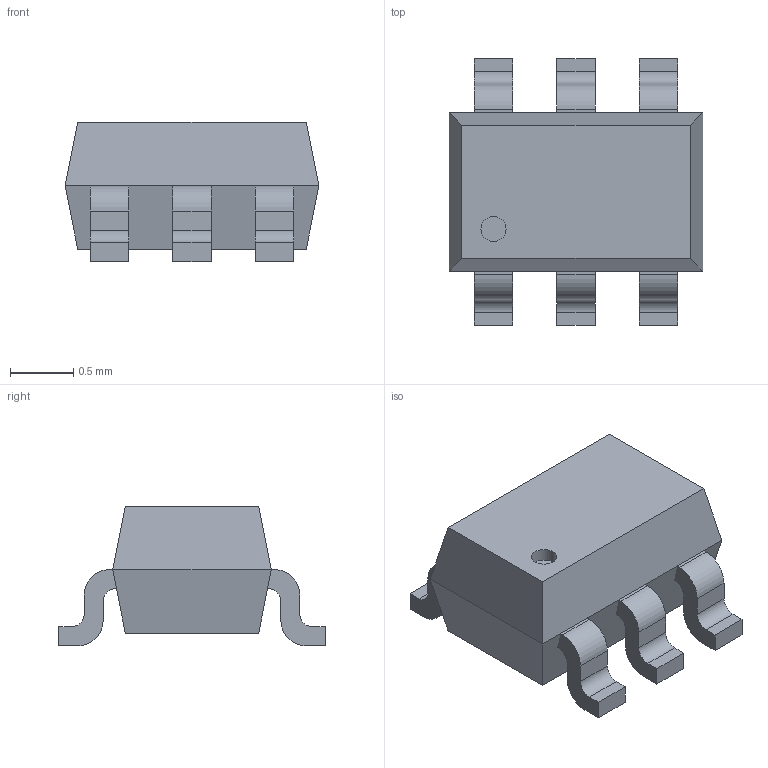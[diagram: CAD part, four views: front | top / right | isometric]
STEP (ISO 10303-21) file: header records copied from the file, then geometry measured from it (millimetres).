
FILE_DESCRIPTION(/* description */ (''),/* implementation_level */ '2;1');
FILE_NAME(/* name */ '5f51a1c16301df147ad9e545',/* time_stamp */ '2020-09-04T02:09:06+00:00',/* author */ (''),/* organization */ (''),/* preprocessor_version */ 'ST-DEVELOPER v16.7',/* originating_system */ $,/* authorisation */ $);
FILE_SCHEMA (('AUTOMOTIVE_DESIGN {1 0 10303 214 3 1 1}'));
Length unit declared in the file: metre
Products named in the file (7): Pin2; Pin4; Pin6; Pin1; Pin3; Pin5; Body
Bounding box: 2 x 2.1 x 1.1 mm (x, y, z)
Volume: 2.4 mm3; surface area: 14.9 mm2
Topology: 7 solids, 7 shells, 96 faces, 239 edges, 158 vertices
Faces by surface type: plane 71, cylinder 25
Full cylindrical faces by diameter (mm): 0.197 x1
Entity records: 3032 total; most frequent: CARTESIAN_POINT 499, DIRECTION 494, ORIENTED_EDGE 476, EDGE_CURVE 238, LINE 188, VECTOR 188, VERTEX_POINT 158, AXIS2_PLACEMENT_3D 153
